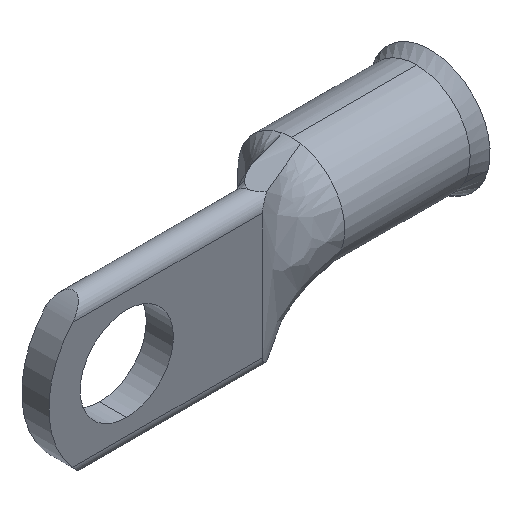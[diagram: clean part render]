
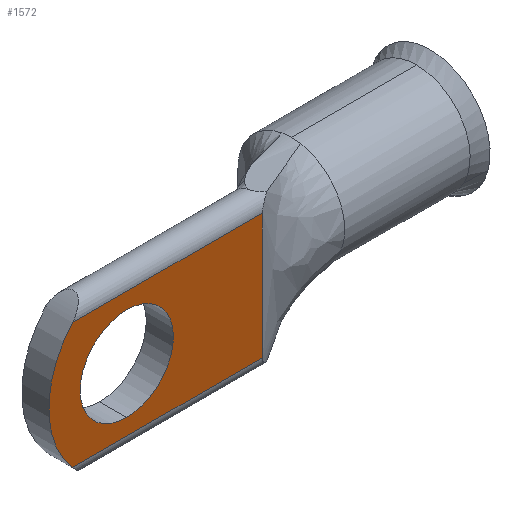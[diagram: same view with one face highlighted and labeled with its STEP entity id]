
A CAD part, isometric view. The second image highlights one B-rep face of the part: STEP entity #1572.
In plain terms, the highlighted planar face has unit normal (0, -1, 0).
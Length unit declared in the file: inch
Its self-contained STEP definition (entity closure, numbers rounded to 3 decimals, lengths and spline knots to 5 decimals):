
#16 = DIRECTION ( 'NONE',  ( 1., 0., 0. ) ) ;
#36 = VERTEX_POINT ( 'NONE', #3754 ) ;
#70 = EDGE_CURVE ( 'NONE', #2860, #36, #2513, .T. ) ;
#113 = CARTESIAN_POINT ( 'NONE',  ( -0.085, -0.04, 0.1375 ) ) ;
#127 = EDGE_CURVE ( 'NONE', #665, #1501, #3246, .T. ) ;
#234 = AXIS2_PLACEMENT_3D ( 'NONE', #2095, #2400, #2440 ) ;
#564 = CARTESIAN_POINT ( 'NONE',  ( 0.315, -0.04, 0. ) ) ;
#665 = VERTEX_POINT ( 'NONE', #1519 ) ;
#781 = EDGE_CURVE ( 'NONE', #3225, #3775, #1545, .T. ) ;
#806 = PLANE ( 'NONE',  #2137 ) ;
#810 = LINE ( 'NONE', #564, #895 ) ;
#895 = VECTOR ( 'NONE', #3640, 39.37008 ) ;
#959 = CARTESIAN_POINT ( 'NONE',  ( 0.315, -0.04, 0.185 ) ) ;
#977 = DIRECTION ( 'NONE',  ( 0., -1., 0. ) ) ;
#1037 = CARTESIAN_POINT ( 'NONE',  ( -0.03496, -0.04, 0. ) ) ;
#1097 = CIRCLE ( 'NONE', #234, 0.1375 ) ;
#1127 = VECTOR ( 'NONE', #16, 39.37008 ) ;
#1302 = CIRCLE ( 'NONE', #1828, 0.28004 ) ;
#1446 = CARTESIAN_POINT ( 'NONE',  ( -0.24519, -0.04, 0.185 ) ) ;
#1489 = FACE_BOUND ( 'NONE', #3870, .T. ) ;
#1501 = VERTEX_POINT ( 'NONE', #113 ) ;
#1519 = CARTESIAN_POINT ( 'NONE',  ( -0.085, -0.04, -0.1375 ) ) ;
#1545 = LINE ( 'NONE', #2790, #2707 ) ;
#1572 = ADVANCED_FACE ( 'NONE', ( #1489, #3346 ), #806, .T. ) ;
#1614 = ORIENTED_EDGE ( 'NONE', *, *, #3072, .T. ) ;
#1745 = DIRECTION ( 'NONE',  ( 0., -1., 0. ) ) ;
#1763 = DIRECTION ( 'NONE',  ( 0., 0., -1. ) ) ;
#1795 = ORIENTED_EDGE ( 'NONE', *, *, #70, .T. ) ;
#1806 = ORIENTED_EDGE ( 'NONE', *, *, #2670, .F. ) ;
#1828 = AXIS2_PLACEMENT_3D ( 'NONE', #1037, #2526, #1875 ) ;
#1875 = DIRECTION ( 'NONE',  ( 0., 0., -1. ) ) ;
#1980 = CARTESIAN_POINT ( 'NONE',  ( -0.24519, -0.04, -0.185 ) ) ;
#2095 = CARTESIAN_POINT ( 'NONE',  ( -0.085, -0.04, 0. ) ) ;
#2137 = AXIS2_PLACEMENT_3D ( 'NONE', #2992, #1745, #1763 ) ;
#2178 = ORIENTED_EDGE ( 'NONE', *, *, #127, .F. ) ;
#2216 = ORIENTED_EDGE ( 'NONE', *, *, #781, .T. ) ;
#2400 = DIRECTION ( 'NONE',  ( 0., -1., 0. ) ) ;
#2440 = DIRECTION ( 'NONE',  ( 0., 0., -1. ) ) ;
#2513 = LINE ( 'NONE', #3443, #1127 ) ;
#2526 = DIRECTION ( 'NONE',  ( 0., -1., 0. ) ) ;
#2670 = EDGE_CURVE ( 'NONE', #1501, #665, #1097, .T. ) ;
#2707 = VECTOR ( 'NONE', #4057, 39.37008 ) ;
#2790 = CARTESIAN_POINT ( 'NONE',  ( -0.24519, -0.04, 0.185 ) ) ;
#2826 = CARTESIAN_POINT ( 'NONE',  ( -0.085, -0.04, 0. ) ) ;
#2860 = VERTEX_POINT ( 'NONE', #1980 ) ;
#2992 = CARTESIAN_POINT ( 'NONE',  ( -0.03496, -0.04, 0. ) ) ;
#3072 = EDGE_CURVE ( 'NONE', #36, #3225, #810, .T. ) ;
#3225 = VERTEX_POINT ( 'NONE', #959 ) ;
#3237 = EDGE_CURVE ( 'NONE', #3775, #2860, #1302, .T. ) ;
#3246 = CIRCLE ( 'NONE', #3771, 0.1375 ) ;
#3346 = FACE_OUTER_BOUND ( 'NONE', #3676, .T. ) ;
#3389 = ORIENTED_EDGE ( 'NONE', *, *, #3237, .T. ) ;
#3443 = CARTESIAN_POINT ( 'NONE',  ( -0.03496, -0.04, -0.185 ) ) ;
#3497 = DIRECTION ( 'NONE',  ( 0., 0., -1. ) ) ;
#3640 = DIRECTION ( 'NONE',  ( 0., 0., 1. ) ) ;
#3676 = EDGE_LOOP ( 'NONE', ( #3389, #1795, #1614, #2216 ) ) ;
#3754 = CARTESIAN_POINT ( 'NONE',  ( 0.315, -0.04, -0.185 ) ) ;
#3771 = AXIS2_PLACEMENT_3D ( 'NONE', #2826, #977, #3497 ) ;
#3775 = VERTEX_POINT ( 'NONE', #1446 ) ;
#3870 = EDGE_LOOP ( 'NONE', ( #1806, #2178 ) ) ;
#4057 = DIRECTION ( 'NONE',  ( -1., 0., 0. ) ) ;
